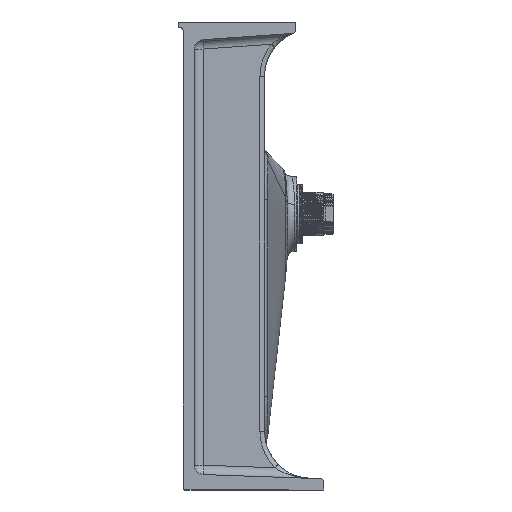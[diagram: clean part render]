
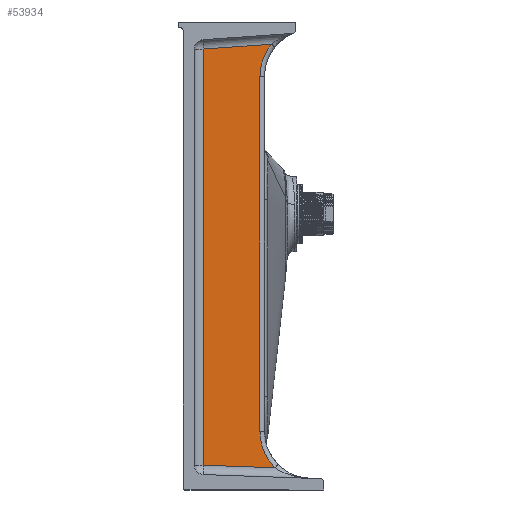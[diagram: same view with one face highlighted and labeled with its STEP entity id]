
A CAD part, left-side view. The second image highlights one B-rep face of the part: STEP entity #53934.
In plain terms, the highlighted planar face has unit normal (-1, -0.018, 0).
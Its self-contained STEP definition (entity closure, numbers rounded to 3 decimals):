
#681 = EDGE_CURVE ( 'NONE', #31398, #10133, #36557, .T. ) ;
#892 = CARTESIAN_POINT ( 'NONE',  ( -1056.086, -82.087, -268.571 ) ) ;
#2038 = CARTESIAN_POINT ( 'NONE',  ( -1057.138, -21.825, 266.123 ) ) ;
#2095 = ORIENTED_EDGE ( 'NONE', *, *, #44346, .T. ) ;
#2415 = AXIS2_PLACEMENT_3D ( 'NONE', #41581, #6928, #15921 ) ;
#3448 = CARTESIAN_POINT ( 'NONE',  ( -1055.874, -94.229, 271.186 ) ) ;
#3975 = VERTEX_POINT ( 'NONE', #30249 ) ;
#4933 = CARTESIAN_POINT ( 'NONE',  ( -1056.086, -82.087, -142.516 ) ) ;
#6928 = DIRECTION ( 'NONE',  ( -1., -0.017, 0. ) ) ;
#7230 = DIRECTION ( 'NONE',  ( 0.017, -0.999, -0.035 ) ) ;
#7528 = VECTOR ( 'NONE', #58415, 1000. ) ;
#8326 = CARTESIAN_POINT ( 'NONE',  ( -1056.086, -82.087, 236.716 ) ) ;
#10133 = VERTEX_POINT ( 'NONE', #17483 ) ;
#10297 = EDGE_CURVE ( 'NONE', #3975, #31398, #47005, .T. ) ;
#10697 = CARTESIAN_POINT ( 'NONE',  ( -1056.086, -82.087, 236.716 ) ) ;
#11100 = PLANE ( 'NONE',  #2415 ) ;
#12685 = EDGE_CURVE ( 'NONE', #14180, #3975, #45842, .T. ) ;
#13646 = VECTOR ( 'NONE', #7230, 1000. ) ;
#14180 = VERTEX_POINT ( 'NONE', #2038 ) ;
#15921 = DIRECTION ( 'NONE',  ( 0.017, -1., 0. ) ) ;
#17425 = ORIENTED_EDGE ( 'NONE', *, *, #681, .T. ) ;
#17483 = CARTESIAN_POINT ( 'NONE',  ( -1056.086, -82.087, -142.516 ) ) ;
#19263 = CARTESIAN_POINT ( 'NONE',  ( -1057.135, -21.999, 266.135 ) ) ;
#20291 = ORIENTED_EDGE ( 'NONE', *, *, #10297, .T. ) ;
#20327 = CARTESIAN_POINT ( 'NONE',  ( -1056.012, -86.294, 261.319 ) ) ;
#20958 = CARTESIAN_POINT ( 'NONE',  ( -1055.874, -94.229, 271.186 ) ) ;
#21360 = CARTESIAN_POINT ( 'NONE',  ( -1055.152, -135.604, -182.497 ) ) ;
#21762 = DIRECTION ( 'NONE',  ( 0., 0., -1. ) ) ;
#22539 = EDGE_CURVE ( 'NONE', #10133, #56492, #60566, .T. ) ;
#25452 = CARTESIAN_POINT ( 'NONE',  ( -1055.988, -87.662, -170.752 ) ) ;
#30249 = CARTESIAN_POINT ( 'NONE',  ( -1057.138, -21.825, -178.524 ) ) ;
#30272 = CARTESIAN_POINT ( 'NONE',  ( -1055.808, -97.974, -181.183 ) ) ;
#31398 = VERTEX_POINT ( 'NONE', #34386 ) ;
#34037 = EDGE_CURVE ( 'NONE', #56492, #61177, #51169, .T. ) ;
#34386 = CARTESIAN_POINT ( 'NONE',  ( -1055.808, -97.974, -181.183 ) ) ;
#36557 =( BOUNDED_CURVE ( )  B_SPLINE_CURVE ( 3, ( #30272, #25452, #49531, #4933 ),
 .UNSPECIFIED., .F., .F. ) 
 B_SPLINE_CURVE_WITH_KNOTS ( ( 4, 4 ),
 ( 2.362, 3.142 ),
 .UNSPECIFIED. ) 
 CURVE ( )  GEOMETRIC_REPRESENTATION_ITEM ( )  RATIONAL_B_SPLINE_CURVE ( ( 1., 0.95, 0.95, 1. ) ) 
 REPRESENTATION_ITEM ( '' )  );
#41581 = CARTESIAN_POINT ( 'NONE',  ( -1057.196, -18.453, -268.571 ) ) ;
#42335 = ORIENTED_EDGE ( 'NONE', *, *, #12685, .T. ) ;
#44346 = EDGE_CURVE ( 'NONE', #61177, #14180, #48459, .T. ) ;
#45842 = LINE ( 'NONE', #55475, #62892 ) ;
#47005 = LINE ( 'NONE', #21360, #13646 ) ;
#48459 = LINE ( 'NONE', #19263, #7528 ) ;
#49531 = CARTESIAN_POINT ( 'NONE',  ( -1056.086, -82.087, -157.184 ) ) ;
#50714 = VECTOR ( 'NONE', #54494, 1000. ) ;
#51169 =( BOUNDED_CURVE ( )  B_SPLINE_CURVE ( 3, ( #10697, #60431, #20327, #20958 ),
 .UNSPECIFIED., .F., .F. ) 
 B_SPLINE_CURVE_WITH_KNOTS ( ( 4, 4 ),
 ( 3.142, 3.819 ),
 .UNSPECIFIED. ) 
 CURVE ( )  GEOMETRIC_REPRESENTATION_ITEM ( )  RATIONAL_B_SPLINE_CURVE ( ( 1., 0.962, 0.962, 1. ) ) 
 REPRESENTATION_ITEM ( '' )  );
#52760 = ORIENTED_EDGE ( 'NONE', *, *, #22539, .T. ) ;
#53934 = ADVANCED_FACE ( 'NONE', ( #55718 ), #11100, .T. ) ;
#54037 = ORIENTED_EDGE ( 'NONE', *, *, #34037, .T. ) ;
#54494 = DIRECTION ( 'NONE',  ( 0., 0., 1. ) ) ;
#55475 = CARTESIAN_POINT ( 'NONE',  ( -1057.138, -21.825, -178.524 ) ) ;
#55718 = FACE_OUTER_BOUND ( 'NONE', #59877, .T. ) ;
#56492 = VERTEX_POINT ( 'NONE', #8326 ) ;
#58415 = DIRECTION ( 'NONE',  ( -0.017, 0.997, -0.07 ) ) ;
#59877 = EDGE_LOOP ( 'NONE', ( #20291, #17425, #52760, #54037, #2095, #42335 ) ) ;
#60431 = CARTESIAN_POINT ( 'NONE',  ( -1056.086, -82.087, 249.377 ) ) ;
#60566 = LINE ( 'NONE', #892, #50714 ) ;
#61177 = VERTEX_POINT ( 'NONE', #3448 ) ;
#62892 = VECTOR ( 'NONE', #21762, 1000. ) ;
